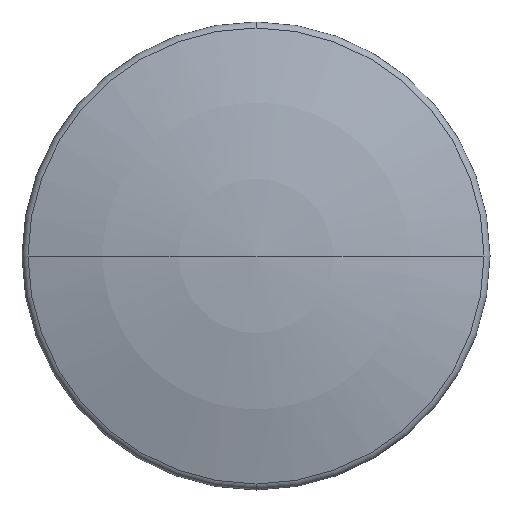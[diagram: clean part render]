
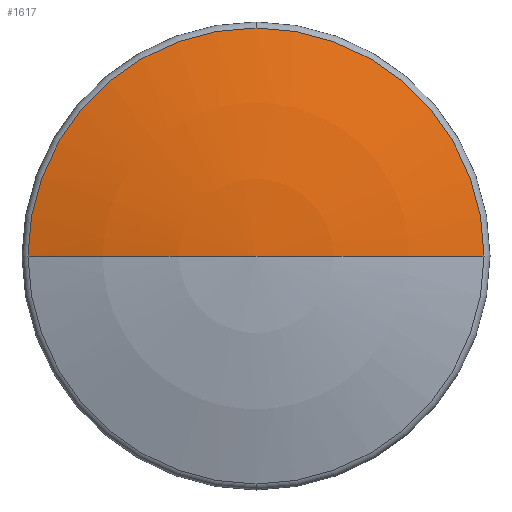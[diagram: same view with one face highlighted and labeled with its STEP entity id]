
A CAD part, front view. The second image highlights one B-rep face of the part: STEP entity #1617.
In plain terms, the highlighted spherical face has radius 47.05 mm.
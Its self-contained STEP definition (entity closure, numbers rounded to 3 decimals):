
#1 = DIRECTION ( 'NONE',  ( 0., 0., 1. ) ) ;
#269 = VERTEX_POINT ( 'NONE', #2822 ) ;
#362 = DIRECTION ( 'NONE',  ( 1., 0., 0. ) ) ;
#401 = SPHERICAL_SURFACE ( 'NONE', #1384, 47.05 ) ;
#466 = DIRECTION ( 'NONE',  ( 0., 0., 1. ) ) ;
#640 = CARTESIAN_POINT ( 'NONE',  ( 0., 47.05, 0. ) ) ;
#659 = CARTESIAN_POINT ( 'NONE',  ( 0., 1.992, 13.544 ) ) ;
#669 = CIRCLE ( 'NONE', #3166, 47.05 ) ;
#693 = DIRECTION ( 'NONE',  ( -1., 0., 0. ) ) ;
#840 = AXIS2_PLACEMENT_3D ( 'NONE', #2906, #2641, #362 ) ;
#914 = FACE_OUTER_BOUND ( 'NONE', #2742, .T. ) ;
#1366 = VERTEX_POINT ( 'NONE', #659 ) ;
#1384 = AXIS2_PLACEMENT_3D ( 'NONE', #640, #1764, #693 ) ;
#1402 = DIRECTION ( 'NONE',  ( 0., -1., 0. ) ) ;
#1617 = ADVANCED_FACE ( 'NONE', ( #914 ), #401, .T. ) ;
#1649 = VERTEX_POINT ( 'NONE', #2901 ) ;
#1764 = DIRECTION ( 'NONE',  ( 0., 1., 0. ) ) ;
#1826 = ORIENTED_EDGE ( 'NONE', *, *, #3301, .T. ) ;
#1880 = ORIENTED_EDGE ( 'NONE', *, *, #2302, .T. ) ;
#2004 = ORIENTED_EDGE ( 'NONE', *, *, #2507, .T. ) ;
#2295 = CARTESIAN_POINT ( 'NONE',  ( 0., 1.992, 0. ) ) ;
#2302 = EDGE_CURVE ( 'NONE', #1366, #1649, #2880, .T. ) ;
#2440 = DIRECTION ( 'NONE',  ( 0., -1., 0. ) ) ;
#2507 = EDGE_CURVE ( 'NONE', #1649, #269, #669, .T. ) ;
#2641 = DIRECTION ( 'NONE',  ( 0., -1., 0. ) ) ;
#2700 = CARTESIAN_POINT ( 'NONE',  ( 0., 47.05, 0. ) ) ;
#2742 = EDGE_LOOP ( 'NONE', ( #1826, #1880, #2004 ) ) ;
#2822 = CARTESIAN_POINT ( 'NONE',  ( 13.544, 1.992, 0. ) ) ;
#2880 = CIRCLE ( 'NONE', #3502, 13.544 ) ;
#2901 = CARTESIAN_POINT ( 'NONE',  ( -13.544, 1.992, 0. ) ) ;
#2906 = CARTESIAN_POINT ( 'NONE',  ( 0., 1.992, 0. ) ) ;
#3166 = AXIS2_PLACEMENT_3D ( 'NONE', #2700, #466, #2440 ) ;
#3301 = EDGE_CURVE ( 'NONE', #269, #1366, #3377, .T. ) ;
#3377 = CIRCLE ( 'NONE', #840, 13.544 ) ;
#3502 = AXIS2_PLACEMENT_3D ( 'NONE', #2295, #1402, #1 ) ;
